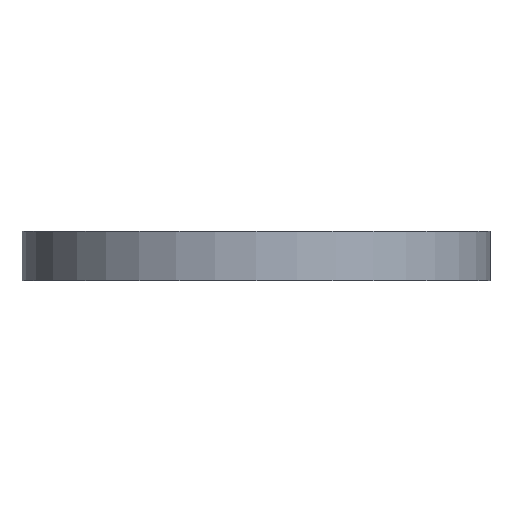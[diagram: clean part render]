
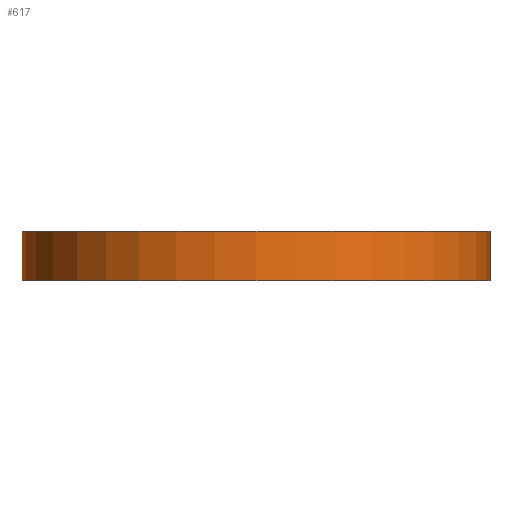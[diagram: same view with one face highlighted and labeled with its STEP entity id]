
A CAD part, front view. The second image highlights one B-rep face of the part: STEP entity #617.
In plain terms, the highlighted cylindrical face has radius 330 mm (diameter 660 mm), a partial arc.
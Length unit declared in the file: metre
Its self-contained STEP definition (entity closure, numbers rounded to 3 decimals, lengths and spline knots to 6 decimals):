
#2 = AXIS2_PLACEMENT_3D ( 'NONE', #891, #232, #558 ) ;
#19 = VERTEX_POINT ( 'NONE', #204 ) ;
#136 = CYLINDRICAL_SURFACE ( 'NONE', #427, 0.33 ) ;
#204 = CARTESIAN_POINT ( 'NONE',  ( -0.33, 0., 0. ) ) ;
#216 = VERTEX_POINT ( 'NONE', #708 ) ;
#232 = DIRECTION ( 'NONE',  ( 0., 0., 1. ) ) ;
#336 = CIRCLE ( 'NONE', #572, 0.33 ) ;
#381 = CARTESIAN_POINT ( 'NONE',  ( 0., 0., 0.07 ) ) ;
#395 = ORIENTED_EDGE ( 'NONE', *, *, #740, .F. ) ;
#398 = LINE ( 'NONE', #722, #448 ) ;
#420 = LINE ( 'NONE', #738, #1045 ) ;
#423 = VERTEX_POINT ( 'NONE', #934 ) ;
#427 = AXIS2_PLACEMENT_3D ( 'NONE', #381, #1034, #788 ) ;
#434 = CARTESIAN_POINT ( 'NONE',  ( 0.33, 0., 0.07 ) ) ;
#448 = VECTOR ( 'NONE', #981, 1. ) ;
#463 = FACE_OUTER_BOUND ( 'NONE', #552, .T. ) ;
#508 = EDGE_CURVE ( 'NONE', #19, #423, #336, .T. ) ;
#552 = EDGE_LOOP ( 'NONE', ( #1007, #395, #902, #1002 ) ) ;
#558 = DIRECTION ( 'NONE',  ( 1., 0., 0. ) ) ;
#572 = AXIS2_PLACEMENT_3D ( 'NONE', #765, #696, #849 ) ;
#617 = ADVANCED_FACE ( 'NONE', ( #463 ), #136, .T. ) ;
#696 = DIRECTION ( 'NONE',  ( 0., 0., 1. ) ) ;
#708 = CARTESIAN_POINT ( 'NONE',  ( -0.33, 0., 0.07 ) ) ;
#722 = CARTESIAN_POINT ( 'NONE',  ( -0.33, 0., 0.07 ) ) ;
#738 = CARTESIAN_POINT ( 'NONE',  ( 0.33, 0., 0.07 ) ) ;
#740 = EDGE_CURVE ( 'NONE', #216, #936, #754, .T. ) ;
#754 = CIRCLE ( 'NONE', #2, 0.33 ) ;
#765 = CARTESIAN_POINT ( 'NONE',  ( 0., 0., 0. ) ) ;
#788 = DIRECTION ( 'NONE',  ( -1., 0., 0. ) ) ;
#804 = DIRECTION ( 'NONE',  ( 0., 0., -1. ) ) ;
#833 = EDGE_CURVE ( 'NONE', #216, #19, #398, .T. ) ;
#849 = DIRECTION ( 'NONE',  ( 1., 0., 0. ) ) ;
#867 = EDGE_CURVE ( 'NONE', #936, #423, #420, .T. ) ;
#891 = CARTESIAN_POINT ( 'NONE',  ( 0., 0., 0.07 ) ) ;
#902 = ORIENTED_EDGE ( 'NONE', *, *, #833, .T. ) ;
#934 = CARTESIAN_POINT ( 'NONE',  ( 0.33, 0., 0. ) ) ;
#936 = VERTEX_POINT ( 'NONE', #434 ) ;
#981 = DIRECTION ( 'NONE',  ( 0., 0., -1. ) ) ;
#1002 = ORIENTED_EDGE ( 'NONE', *, *, #508, .T. ) ;
#1007 = ORIENTED_EDGE ( 'NONE', *, *, #867, .F. ) ;
#1034 = DIRECTION ( 'NONE',  ( 0., 0., -1. ) ) ;
#1045 = VECTOR ( 'NONE', #804, 1. ) ;
